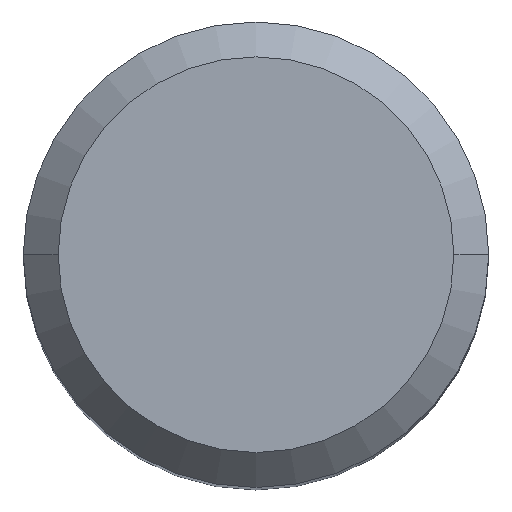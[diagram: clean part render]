
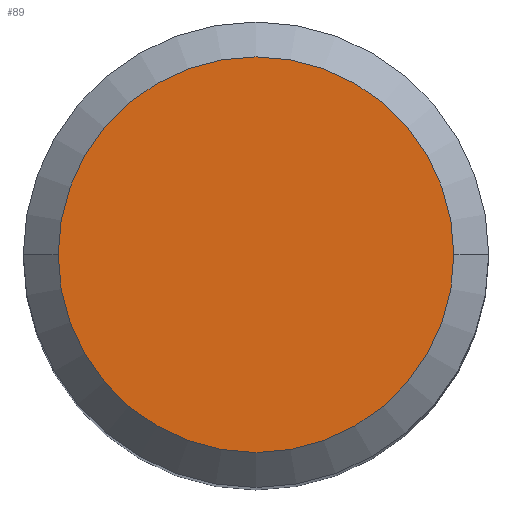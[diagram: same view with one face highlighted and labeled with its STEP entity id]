
A CAD part, top view. The second image highlights one B-rep face of the part: STEP entity #89.
In plain terms, the highlighted planar face has unit normal (0, 0, 1).
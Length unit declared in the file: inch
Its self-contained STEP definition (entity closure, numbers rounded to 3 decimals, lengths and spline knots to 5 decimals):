
#22 = AXIS2_PLACEMENT_3D ( 'NONE', #264, #450, #262 ) ;
#24 = CARTESIAN_POINT ( 'NONE',  ( 0., 0., 0. ) ) ;
#72 = CARTESIAN_POINT ( 'NONE',  ( 0., 0., 0. ) ) ;
#79 = DIRECTION ( 'NONE',  ( 0., 0., 1. ) ) ;
#89 = ADVANCED_FACE ( 'NONE', ( #284 ), #212, .F. ) ;
#107 = CARTESIAN_POINT ( 'NONE',  ( -0.23426, 0., 0. ) ) ;
#153 = EDGE_LOOP ( 'NONE', ( #302, #425 ) ) ;
#179 = DIRECTION ( 'NONE',  ( 1., 0., 0. ) ) ;
#181 = CARTESIAN_POINT ( 'NONE',  ( 0.23426, 0., 0. ) ) ;
#212 = PLANE ( 'NONE',  #282 ) ;
#224 = EDGE_CURVE ( 'NONE', #275, #346, #229, .T. ) ;
#229 = CIRCLE ( 'NONE', #253, 0.23426 ) ;
#235 = EDGE_CURVE ( 'NONE', #346, #275, #478, .T. ) ;
#242 = DIRECTION ( 'NONE',  ( 0., 0., -1. ) ) ;
#253 = AXIS2_PLACEMENT_3D ( 'NONE', #72, #79, #179 ) ;
#262 = DIRECTION ( 'NONE',  ( 1., 0., 0. ) ) ;
#264 = CARTESIAN_POINT ( 'NONE',  ( 0., 0., 0. ) ) ;
#275 = VERTEX_POINT ( 'NONE', #181 ) ;
#282 = AXIS2_PLACEMENT_3D ( 'NONE', #24, #242, #357 ) ;
#284 = FACE_OUTER_BOUND ( 'NONE', #153, .T. ) ;
#302 = ORIENTED_EDGE ( 'NONE', *, *, #235, .T. ) ;
#346 = VERTEX_POINT ( 'NONE', #107 ) ;
#357 = DIRECTION ( 'NONE',  ( -1., 0., 0. ) ) ;
#425 = ORIENTED_EDGE ( 'NONE', *, *, #224, .T. ) ;
#450 = DIRECTION ( 'NONE',  ( 0., 0., 1. ) ) ;
#478 = CIRCLE ( 'NONE', #22, 0.23426 ) ;
